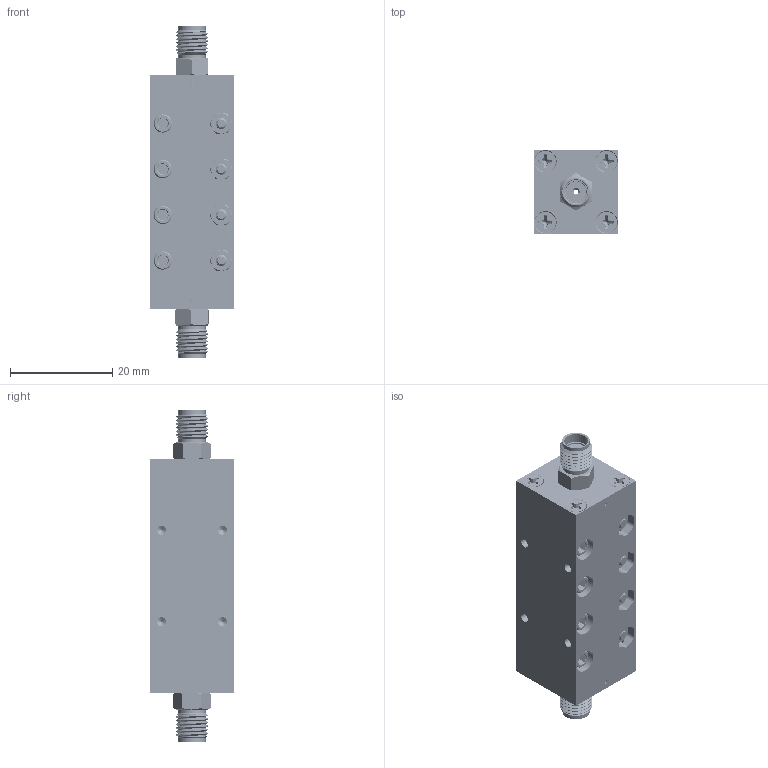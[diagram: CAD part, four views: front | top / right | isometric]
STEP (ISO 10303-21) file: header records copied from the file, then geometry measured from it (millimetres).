
FILE_DESCRIPTION (( 'STEP AP214' ), '1' );
FILE_NAME ('PEHFL0001.STEP', '2020-05-26T17:19:56', ( '' ), ( '' ), 'SwSTEP 2.0', 'SolidWorks 2019', '' );
FILE_SCHEMA (( 'AUTOMOTIVE_DESIGN' ));
Length unit declared in the file: inch
Products named in the file (16): Assem2^B6050-5000 - step file; 91771A104_91771A104; 901-9704_rev-d; A6050-5001; 90945A705_90945A705; A6050-5002; 90730A003_90730A003; PEHFL0001; 92196A081_92196A081
Assembly tree (46 placements, depth 3):
  PEHFL0001
    A6050-5001  x2
    Assem2^B6050-5000 - step file
      90730A003_90730A003
      92196A081_92196A081
      90945A705_90945A705
    Assem2^B6050-5000 - step file
      90730A003_90730A003
      92196A081_92196A081
      90945A705_90945A705
    Assem2^B6050-5000 - step file
      90730A003_90730A003
      92196A081_92196A081
      90945A705_90945A705
    Assem2^B6050-5000 - step file
      90730A003_90730A003
      92196A081_92196A081
      90945A705_90945A705
    Assem2^B6050-5000 - step file
      90730A003_90730A003
      92196A081_92196A081
      90945A705_90945A705
    Assem2^B6050-5000 - step file
      90730A003_90730A003
      92196A081_92196A081
      90945A705_90945A705
    Assem2^B6050-5000 - step file
      90730A003_90730A003
      92196A081_92196A081
      90945A705_90945A705
    Assem2^B6050-5000 - step file
      90730A003_90730A003
      92196A081_92196A081
      90945A705_90945A705
    901-9704_rev-d  x2
    A6050-5002  x2
    91771A104_91771A104  x8
Bounding box: 16.51 x 16.51 x 64.87 mm (x, y, z)
Volume: 9906.1 mm3; surface area: 11949.8 mm2
Topology: 36 solids, 40 shells, 2986 faces, 7776 edges, 4888 vertices
Faces by surface type: cylinder 1630, cone 888, plane 426, bspline 42
Entity records: 24201 total; most frequent: CARTESIAN_POINT 10769, ORIENTED_EDGE 2876, DIRECTION 2488, EDGE_CURVE 1442, AXIS2_PLACEMENT_3D 963, VERTEX_POINT 920, EDGE_LOOP 616, LINE 562
